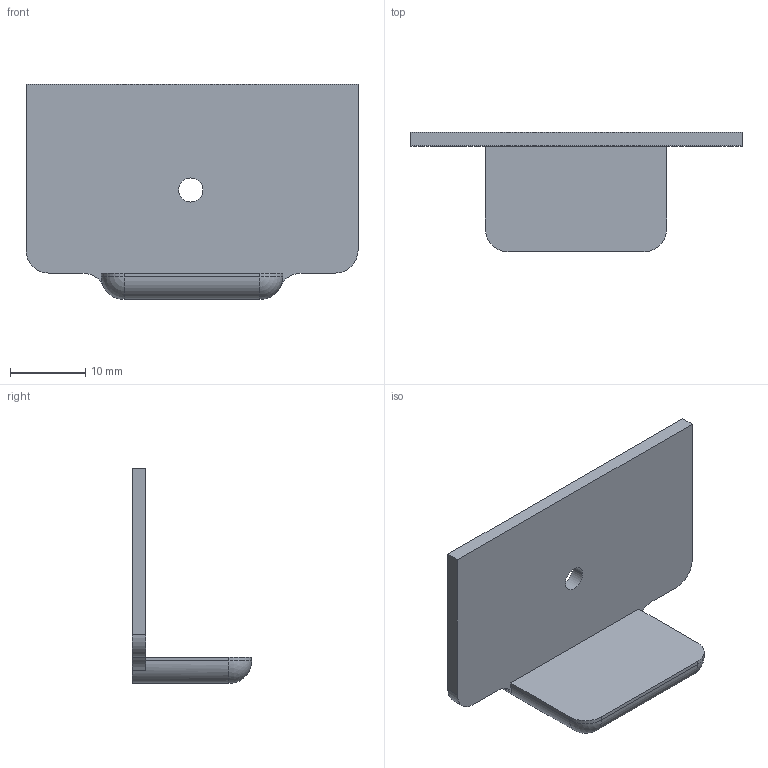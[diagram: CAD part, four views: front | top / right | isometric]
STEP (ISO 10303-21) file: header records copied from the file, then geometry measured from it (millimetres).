
FILE_DESCRIPTION(('CATIA V5 STEP Exchange'),'2;1');
FILE_NAME('Battery tray.stp','2022-03-21T05:06:27+00:00',('none'),('none'),'CATIA Version 5-6 Release 2017','CATIA V5 STEP AP203','none');
FILE_SCHEMA(('CONFIG_CONTROL_DESIGN'));
Length unit declared in the file: millimetre
Products named in the file (1): Battery tray
Bounding box: 44 x 15.8 x 28.5 mm (x, y, z)
Volume: 3177.4 mm3; surface area: 3298.7 mm2
Topology: 1 solids, 1 shells, 25 faces, 65 edges, 40 vertices
Faces by surface type: plane 12, cylinder 11, sphere 2
Entity records: 759 total; most frequent: CARTESIAN_POINT 126, ORIENTED_EDGE 126, DIRECTION 107, EDGE_CURVE 63, AXIS2_PLACEMENT_3D 47, VERTEX_POINT 40, VECTOR 39, LINE 39
